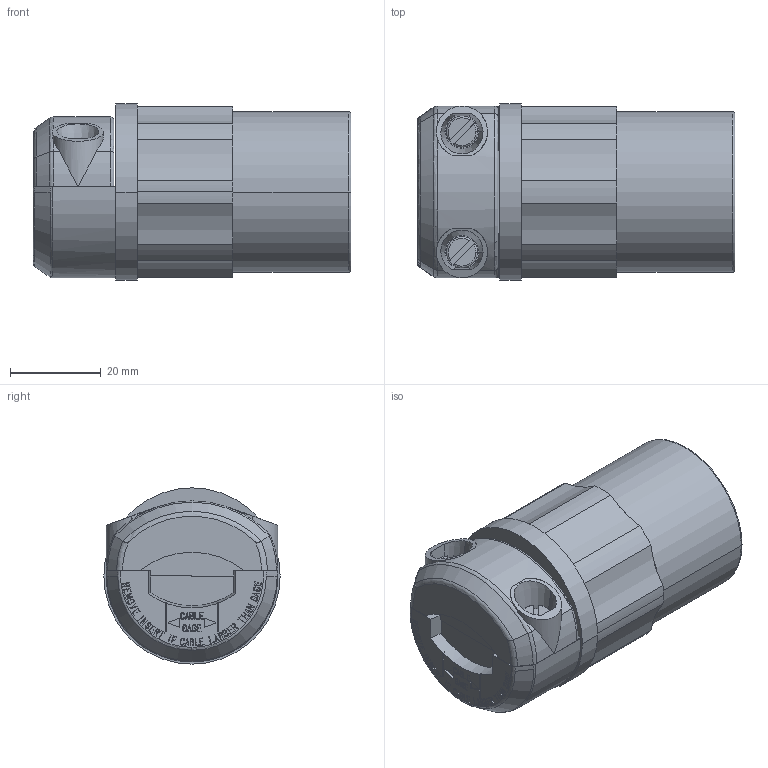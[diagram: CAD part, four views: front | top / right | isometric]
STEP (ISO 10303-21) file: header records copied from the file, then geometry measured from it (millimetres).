
FILE_DESCRIPTION (( 'STEP AP203' ), '1' );
FILE_NAME ('ORC5772-M01.STEP', '2025-01-13T19:23:47', ( '' ), ( '' ), 'SwSTEP 2.0', 'SolidWorks 2024', '' );
FILE_SCHEMA (( 'CONFIG_CONTROL_DESIGN' ));
Length unit declared in the file: inch
Products named in the file (1): ORC5772-M01
Bounding box: 70.1 x 38.89 x 38.89 mm (x, y, z)
Surface area: 13067.5 mm2 (no closed solid volume)
Topology: 0 solids, 21 shells, 1213 faces, 3234 edges, 2138 vertices
Faces by surface type: plane 900, cylinder 157, bspline 92, cone 34, torus 30
Entity records: 44536 total; most frequent: CARTESIAN_POINT 14832, ORIENTED_EDGE 6460, DIRECTION 5577, EDGE_CURVE 3234, LINE 2439, VECTOR 2439, VERTEX_POINT 2138, AXIS2_PLACEMENT_3D 1569
